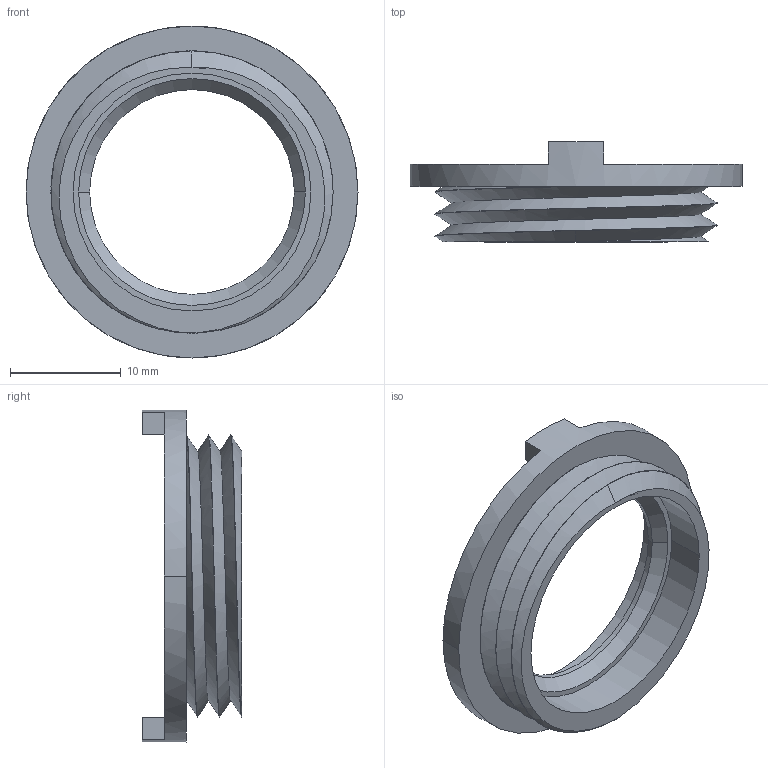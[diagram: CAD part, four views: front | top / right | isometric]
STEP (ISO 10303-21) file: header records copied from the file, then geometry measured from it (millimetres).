
FILE_DESCRIPTION((''),'2;1');
FILE_NAME('PH1A','2015-02-25T',('Ishan'),(''),'PRO/ENGINEER BY PARAMETRIC TECHNOLOGY CORPORATION, 2010100','PRO/ENGINEER BY PARAMETRIC TECHNOLOGY CORPORATION, 2010100','');
FILE_SCHEMA(('CONFIG_CONTROL_DESIGN'));
Length unit declared in the file: millimetre
Products named in the file (1): PH1A
Bounding box: 30 x 9 x 30 mm (x, y, z)
Volume: 1291.1 mm3; surface area: 2228.6 mm2
Topology: 1 solids, 1 shells, 30 faces, 72 edges, 47 vertices
Faces by surface type: cylinder 14, plane 11, bspline 3, cone 2
Entity records: 1800 total; most frequent: CARTESIAN_POINT 1064, ORIENTED_EDGE 144, DIRECTION 140, EDGE_CURVE 72, AXIS2_PLACEMENT_3D 55, VERTEX_POINT 47, EDGE_LOOP 35, VECTOR 30
